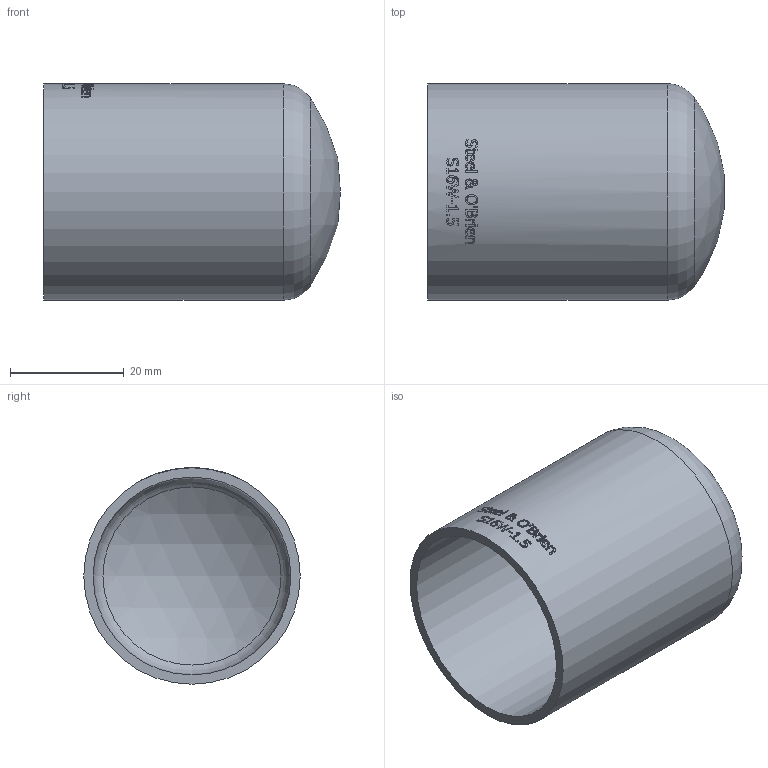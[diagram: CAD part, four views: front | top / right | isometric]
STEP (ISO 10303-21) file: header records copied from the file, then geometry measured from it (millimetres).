
FILE_DESCRIPTION(/* description */ (''),/* implementation_level */ '2;1');
FILE_NAME(/* name */ 'S16W-15.stp',/* time_stamp */ '2018-11-26T10:20:09-05:00',/* author */ ('rick'),/* organization */ (''),/* preprocessor_version */ 'ST-DEVELOPER v15.2',/* originating_system */ 'Autodesk Inventor 2014',/* authorisation */ '');
FILE_SCHEMA (('AUTOMOTIVE_DESIGN { 1 0 10303 214 3 1 1 }'));
Length unit declared in the file: inch
Products named in the file (1): S16W-15
Bounding box: 52.22 x 38.1 x 38.1 mm (x, y, z)
Volume: 10334.2 mm3; surface area: 12738.5 mm2
Topology: 1 solids, 1 shells, 341 faces, 919 edges, 612 vertices
Faces by surface type: bspline 169, plane 135, cylinder 33, torus 2, sphere 2
Full cylindrical faces by diameter (mm): 34.798 x1, 38.1 x1
Entity records: 13858 total; most frequent: CARTESIAN_POINT 6256, ORIENTED_EDGE 1830, DIRECTION 1085, EDGE_CURVE 915, VERTEX_POINT 612, LINE 415, VECTOR 415, EDGE_LOOP 377
